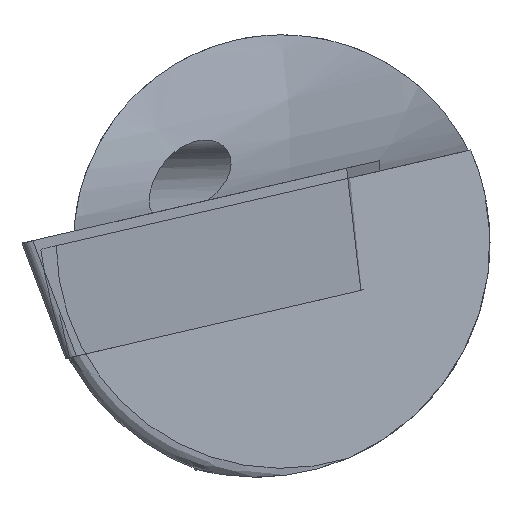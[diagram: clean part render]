
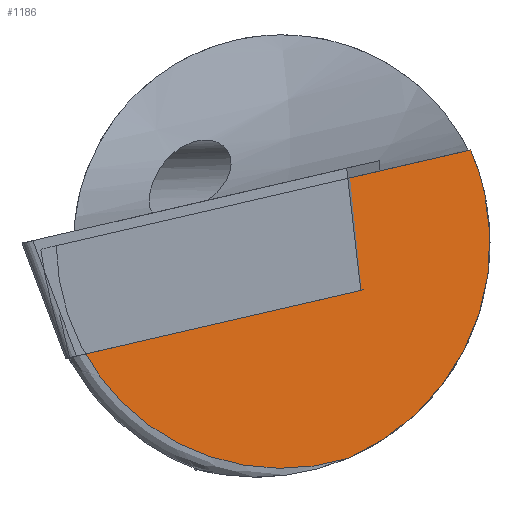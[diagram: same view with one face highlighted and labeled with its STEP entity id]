
A CAD part, left-side view. The second image highlights one B-rep face of the part: STEP entity #1186.
In plain terms, the highlighted planar face has unit normal (-0.996, -0.093, 0.021).
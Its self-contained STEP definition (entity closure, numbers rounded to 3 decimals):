
#59=ELLIPSE('',#1323,4.52,4.5);
#60=ELLIPSE('',#1325,4.348,4.328);
#107=LINE('',#1945,#196);
#196=VECTOR('',#1497,1000.);
#338=ORIENTED_EDGE('',*,*,#634,.F.);
#339=ORIENTED_EDGE('',*,*,#629,.T.);
#340=ORIENTED_EDGE('',*,*,#636,.F.);
#629=EDGE_CURVE('',#785,#783,#107,.T.);
#634=EDGE_CURVE('',#785,#788,#59,.F.);
#636=EDGE_CURVE('',#788,#783,#60,.F.);
#783=VERTEX_POINT('',#1943);
#785=VERTEX_POINT('',#1946);
#788=VERTEX_POINT('',#1956);
#947=EDGE_LOOP('',(#338,#339,#340));
#1049=FACE_BOUND('',#947,.T.);
#1138=PLANE('',#1324);
#1186=ADVANCED_FACE('',(#1049),#1138,.F.);
#1323=AXIS2_PLACEMENT_3D('',#1955,#1506,#1507);
#1324=AXIS2_PLACEMENT_3D('',#1970,#1508,#1509);
#1325=AXIS2_PLACEMENT_3D('',#1971,#1510,#1511);
#1497=DIRECTION('',(-0.095,0.97,-0.224));
#1506=DIRECTION('',(-0.995,-0.093,0.021));
#1507=DIRECTION('',(-0.095,0.97,-0.224));
#1508=DIRECTION('',(0.995,0.093,-0.021));
#1509=DIRECTION('',(0.093,-0.996,0.));
#1510=DIRECTION('',(-0.995,-0.093,0.021));
#1511=DIRECTION('',(-0.095,0.97,-0.224));
#1943=CARTESIAN_POINT('',(0.405,4.302,-0.993));
#1945=CARTESIAN_POINT('',(0.809,0.178,-0.041));
#1946=CARTESIAN_POINT('',(1.186,-3.664,0.846));
#1955=CARTESIAN_POINT('',(0.763,0.466,-0.941));
#1956=CARTESIAN_POINT('',(0.839,-1.306,-5.077));
#1970=CARTESIAN_POINT('',(-0.022,6.637,-10.737));
#1971=CARTESIAN_POINT('',(0.809,-0.026,-0.943));
